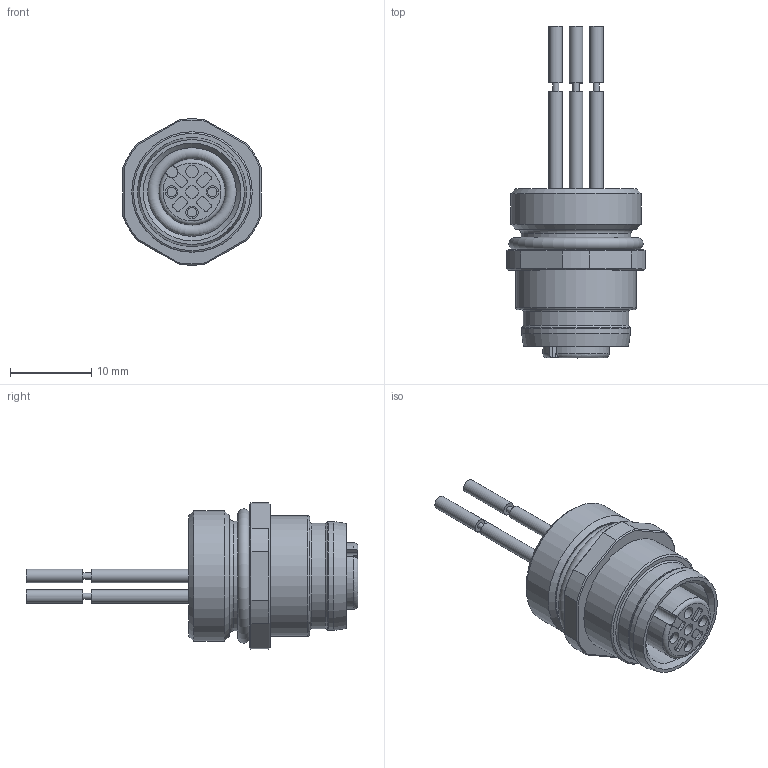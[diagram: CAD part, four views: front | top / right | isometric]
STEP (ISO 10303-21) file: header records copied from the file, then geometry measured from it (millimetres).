
FILE_DESCRIPTION(/* description */ (''),/* implementation_level */ '2;1');
FILE_NAME(/* name */ 'HT-FK3-m_16.stp',/* time_stamp */ '2016-02-10T08:23:56+01:00',/* author */ (''),/* organization */ (''),/* preprocessor_version */ 'ST-DEVELOPER v16',/* originating_system */ 'SIEMENS PLM Software NX 10.0',/* authorisation */ '');
FILE_SCHEMA (('AUTOMOTIVE_DESIGN { 1 0 10303 214 3 1 1 1 }'));
Length unit declared in the file: millimetre
Products named in the file (1): EC-FK4_16
Bounding box: 17 x 40.8 x 17.96 mm (x, y, z)
Volume: 3380.6 mm3; surface area: 2367.3 mm2
Topology: 1 solids, 1 shells, 133 faces, 292 edges, 186 vertices
Faces by surface type: plane 57, cylinder 52, cone 17, torus 7
Full cylindrical faces by diameter (mm): 0.758 x3, 1.15 x3, 1.5 x5, 1.65 x6, 10.9 x1, 13 x1, 13.4 x1, 13.5 x1, 14.8 x1, 16 x1
Entity records: 3446 total; most frequent: DIRECTION 632, CARTESIAN_POINT 606, ORIENTED_EDGE 494, AXIS2_PLACEMENT_3D 261, EDGE_CURVE 247, EDGE_LOOP 192, VERTEX_POINT 175, ADVANCED_FACE 133
